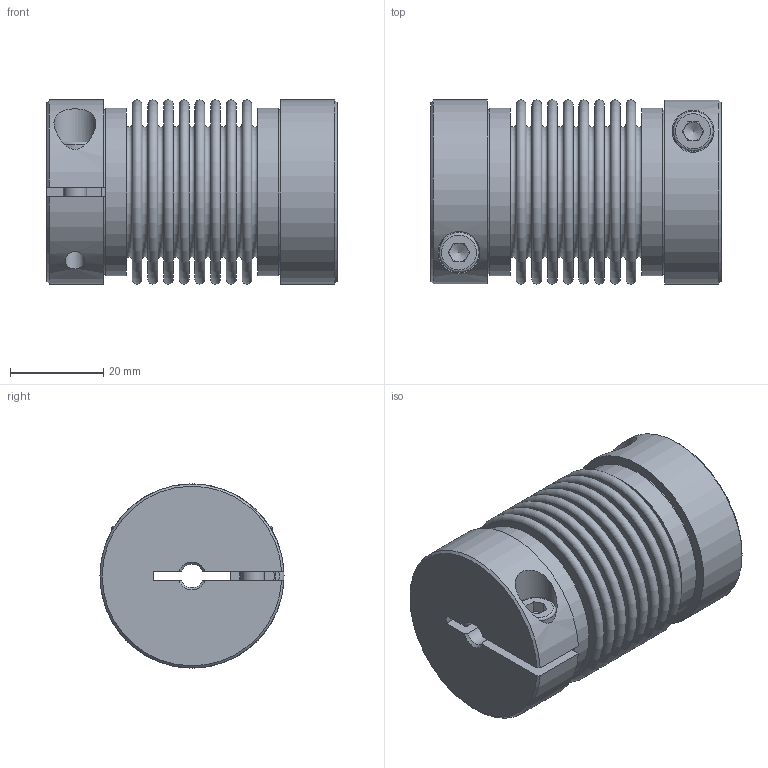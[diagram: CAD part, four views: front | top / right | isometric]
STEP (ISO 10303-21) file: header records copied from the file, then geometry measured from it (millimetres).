
FILE_DESCRIPTION( ( 'Unknown' ), '1' );
FILE_NAME( 'MKM12.stp', 'Unknown', ( 'Unknown' ), ( 'Unknown' ), 'PSStep 10.1', 'Unknown', ' ' );
FILE_SCHEMA( ( 'AUTOMOTIVE_DESIGN { 1 0 10303 214 1 1 1 1 }' ) );
Length unit declared in the file: millimetre
Products named in the file (1): 20707196
Bounding box: 62.2 x 39.5 x 39.5 mm (x, y, z)
Volume: 37958.1 mm3; surface area: 35369 mm2
Topology: 1 solids, 1 shells, 158 faces, 329 edges, 215 vertices
Faces by surface type: plane 88, torus 36, cylinder 24, cone 10
Full cylindrical faces by diameter (mm): 4.2 x2, 5 x2, 5.5 x2, 8.5 x2, 9 x2, 36 x2
Entity records: 5408 total; most frequent: CARTESIAN_POINT 913, DIRECTION 710, ORIENTED_EDGE 528, AXIS2_PLACEMENT_3D 299, EDGE_CURVE 264, EDGE_LOOP 256, FACE_OUTER_BOUND 206, VERTEX_POINT 202
